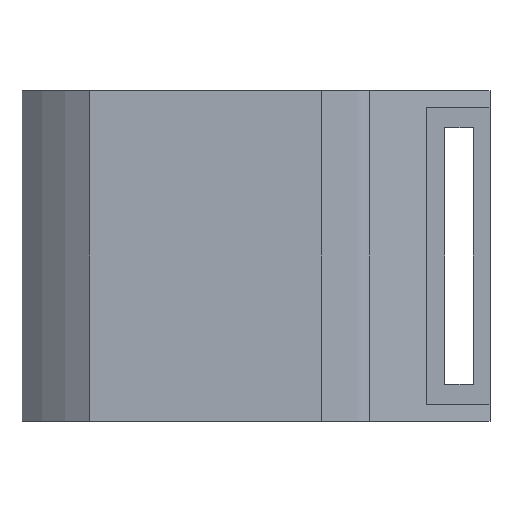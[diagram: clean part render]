
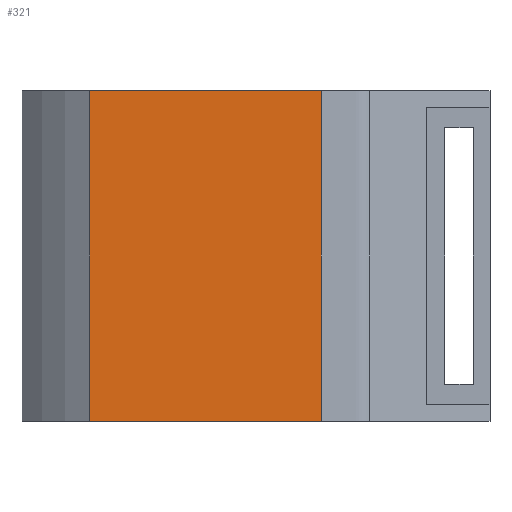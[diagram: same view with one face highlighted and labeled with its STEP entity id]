
A CAD part, front view. The second image highlights one B-rep face of the part: STEP entity #321.
In plain terms, the highlighted planar face has unit normal (0, -1, 0).
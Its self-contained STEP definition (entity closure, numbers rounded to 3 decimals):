
#70 = ORIENTED_EDGE ( 'NONE', *, *, #3139, .F. ) ;
#264 = VECTOR ( 'NONE', #525, 1000. ) ;
#321 = ADVANCED_FACE ( 'NONE', ( #1861 ), #3806, .F. ) ;
#387 = LINE ( 'NONE', #4685, #508 ) ;
#508 = VECTOR ( 'NONE', #4670, 1000. ) ;
#525 = DIRECTION ( 'NONE',  ( 0., 0., -1. ) ) ;
#532 = CARTESIAN_POINT ( 'NONE',  ( 14., 0., 20. ) ) ;
#727 = CARTESIAN_POINT ( 'NONE',  ( 14., 0., -20. ) ) ;
#1280 = VERTEX_POINT ( 'NONE', #1875 ) ;
#1477 = AXIS2_PLACEMENT_3D ( 'NONE', #1994, #4126, #4046 ) ;
#1755 = CARTESIAN_POINT ( 'NONE',  ( 14., 0., 20. ) ) ;
#1796 = EDGE_CURVE ( 'NONE', #3937, #5083, #3479, .T. ) ;
#1861 = FACE_OUTER_BOUND ( 'NONE', #4508, .T. ) ;
#1875 = CARTESIAN_POINT ( 'NONE',  ( -14., 0., 20. ) ) ;
#1994 = CARTESIAN_POINT ( 'NONE',  ( 14., 0., 20. ) ) ;
#2213 = ORIENTED_EDGE ( 'NONE', *, *, #3151, .T. ) ;
#2607 = LINE ( 'NONE', #4694, #3615 ) ;
#3131 = EDGE_CURVE ( 'NONE', #3225, #5083, #2607, .T. ) ;
#3139 = EDGE_CURVE ( 'NONE', #1280, #3937, #4658, .T. ) ;
#3151 = EDGE_CURVE ( 'NONE', #1280, #3225, #387, .T. ) ;
#3225 = VERTEX_POINT ( 'NONE', #4618 ) ;
#3250 = ORIENTED_EDGE ( 'NONE', *, *, #3131, .T. ) ;
#3479 = LINE ( 'NONE', #532, #264 ) ;
#3615 = VECTOR ( 'NONE', #4821, 1000. ) ;
#3699 = ORIENTED_EDGE ( 'NONE', *, *, #1796, .F. ) ;
#3806 = PLANE ( 'NONE',  #1477 ) ;
#3937 = VERTEX_POINT ( 'NONE', #1755 ) ;
#4046 = DIRECTION ( 'NONE',  ( 0., 0., 1. ) ) ;
#4126 = DIRECTION ( 'NONE',  ( 0., 1., 0. ) ) ;
#4508 = EDGE_LOOP ( 'NONE', ( #3250, #3699, #70, #2213 ) ) ;
#4618 = CARTESIAN_POINT ( 'NONE',  ( -14., 0., -20. ) ) ;
#4658 = LINE ( 'NONE', #4692, #4779 ) ;
#4670 = DIRECTION ( 'NONE',  ( 0., 0., -1. ) ) ;
#4685 = CARTESIAN_POINT ( 'NONE',  ( -14., 0., 20. ) ) ;
#4692 = CARTESIAN_POINT ( 'NONE',  ( 14., 0., 20. ) ) ;
#4694 = CARTESIAN_POINT ( 'NONE',  ( 14., 0., -20. ) ) ;
#4779 = VECTOR ( 'NONE', #4836, 1000. ) ;
#4821 = DIRECTION ( 'NONE',  ( 1., 0., 0. ) ) ;
#4836 = DIRECTION ( 'NONE',  ( 1., 0., 0. ) ) ;
#5083 = VERTEX_POINT ( 'NONE', #727 ) ;
